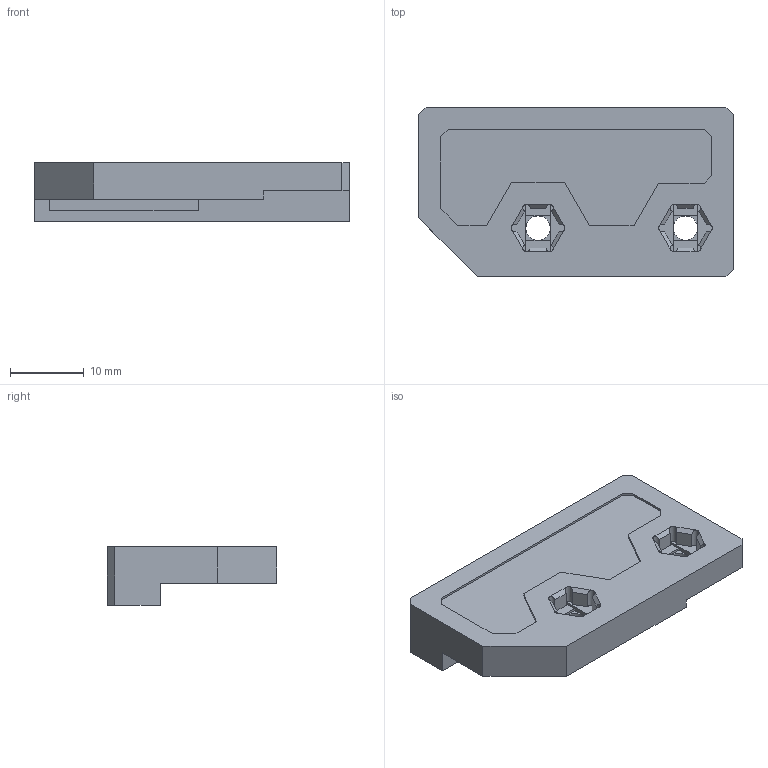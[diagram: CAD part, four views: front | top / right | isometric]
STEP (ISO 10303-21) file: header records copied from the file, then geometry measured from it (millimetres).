
FILE_DESCRIPTION(/* description */ (''),/* implementation_level */ '2;1');
FILE_NAME(/* name */ 'door_magnet_a-R1.stp',/* time_stamp */ '2023-07-03T09:41:44+02:00',/* author */ ('borek.rajtora'),/* organization */ (''),/* preprocessor_version */ 'ST-DEVELOPER v19',/* originating_system */ 'Autodesk Inventor 2023',/* authorisation */ '');
FILE_SCHEMA (('AUTOMOTIVE_DESIGN { 1 0 10303 214 3 1 1 }'));
Length unit declared in the file: millimetre
Products named in the file (1): magnet_holder
Bounding box: 42.7 x 23 x 8 mm (x, y, z)
Volume: 4724.3 mm3; surface area: 3357.5 mm2
Topology: 1 solids, 1 shells, 151 faces, 411 edges, 268 vertices
Faces by surface type: plane 128, cylinder 14, bspline 9
Full cylindrical faces by diameter (mm): 3.3 x2
Entity records: 4812 total; most frequent: CARTESIAN_POINT 948, ORIENTED_EDGE 822, DIRECTION 745, EDGE_CURVE 411, LINE 327, VECTOR 327, VERTEX_POINT 268, AXIS2_PLACEMENT_3D 209
